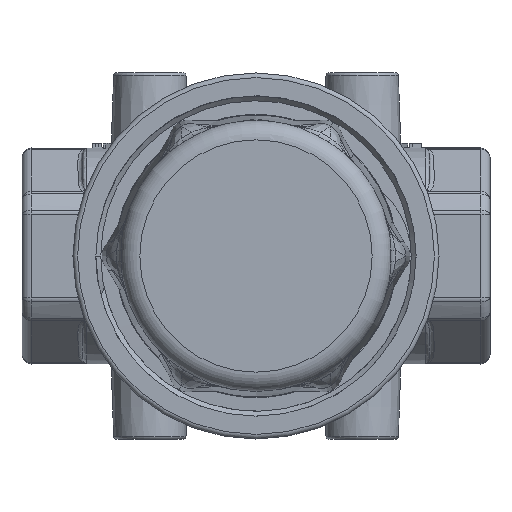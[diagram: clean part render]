
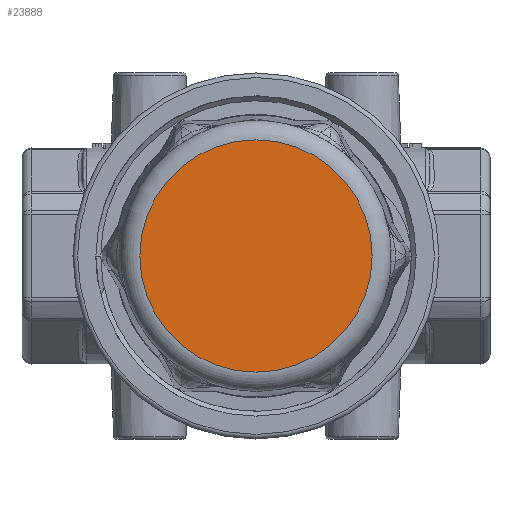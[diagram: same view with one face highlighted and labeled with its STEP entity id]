
A CAD part, front view. The second image highlights one B-rep face of the part: STEP entity #23888.
In plain terms, the highlighted planar face has unit normal (0, -1, 0).
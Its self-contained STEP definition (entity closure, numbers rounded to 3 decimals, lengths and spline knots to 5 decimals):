
#1433=PLANE('',#25901);
#2274=CIRCLE('',#25773,0.75216);
#3763=FACE_OUTER_BOUND('',#5247,.T.);
#5247=EDGE_LOOP('',(#22308));
#11304=VERTEX_POINT('',#86679);
#14757=EDGE_CURVE('',#11304,#11304,#2274,.T.);
#22308=ORIENTED_EDGE('',*,*,#14757,.F.);
#23888=ADVANCED_FACE('',(#3763),#1433,.T.);
#25773=AXIS2_PLACEMENT_3D('',#86680,#30793,#30794);
#25901=AXIS2_PLACEMENT_3D('',#91596,#31052,#31053);
#30793=DIRECTION('center_axis',(0.,1.,0.));
#30794=DIRECTION('ref_axis',(-1.,0.,0.));
#31052=DIRECTION('center_axis',(0.,-1.,0.));
#31053=DIRECTION('ref_axis',(0.,0.,-1.));
#86679=CARTESIAN_POINT('',(0.,-2.825,0.75216));
#86680=CARTESIAN_POINT('Origin',(0.,-2.825,0.));
#91596=CARTESIAN_POINT('Origin',(0.4375,-2.825,0.));
